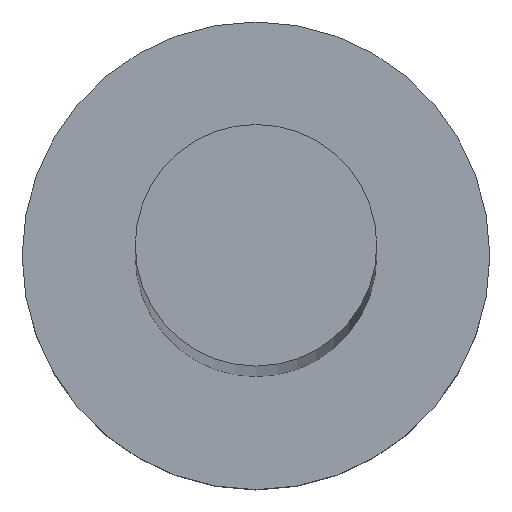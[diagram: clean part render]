
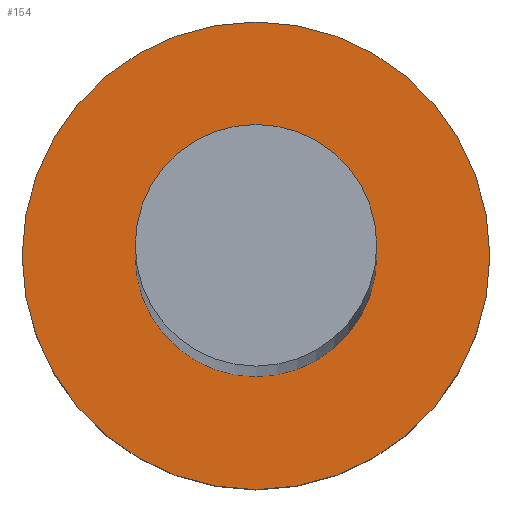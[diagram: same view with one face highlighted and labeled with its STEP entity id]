
A CAD part, top view. The second image highlights one B-rep face of the part: STEP entity #154.
In plain terms, the highlighted planar face has unit normal (0, 0, 1).
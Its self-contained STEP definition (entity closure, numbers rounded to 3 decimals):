
#11 = EDGE_CURVE ( 'NONE', #204, #151, #104, .T. ) ;
#15 = CARTESIAN_POINT ( 'NONE',  ( 0., 0., 5. ) ) ;
#16 = DIRECTION ( 'NONE',  ( 1., 0., 0. ) ) ;
#18 = EDGE_LOOP ( 'NONE', ( #210, #234 ) ) ;
#19 = AXIS2_PLACEMENT_3D ( 'NONE', #232, #124, #28 ) ;
#24 = DIRECTION ( 'NONE',  ( 0., 0., 1. ) ) ;
#28 = DIRECTION ( 'NONE',  ( 1., 0., 0. ) ) ;
#50 = EDGE_CURVE ( 'NONE', #201, #139, #158, .T. ) ;
#67 = AXIS2_PLACEMENT_3D ( 'NONE', #15, #110, #195 ) ;
#71 = AXIS2_PLACEMENT_3D ( 'NONE', #170, #173, #92 ) ;
#75 = CARTESIAN_POINT ( 'NONE',  ( 6., 0., 5. ) ) ;
#80 = CARTESIAN_POINT ( 'NONE',  ( -6., 0., 5. ) ) ;
#89 = CIRCLE ( 'NONE', #71, 3.1 ) ;
#92 = DIRECTION ( 'NONE',  ( 1., 0., 0. ) ) ;
#94 = AXIS2_PLACEMENT_3D ( 'NONE', #225, #102, #16 ) ;
#102 = DIRECTION ( 'NONE',  ( 0., 0., 1. ) ) ;
#103 = DIRECTION ( 'NONE',  ( 1., 0., 0. ) ) ;
#104 = CIRCLE ( 'NONE', #19, 6. ) ;
#110 = DIRECTION ( 'NONE',  ( 0., 0., 1. ) ) ;
#111 = CARTESIAN_POINT ( 'NONE',  ( -3.1, 0., 5. ) ) ;
#114 = EDGE_LOOP ( 'NONE', ( #192, #196 ) ) ;
#124 = DIRECTION ( 'NONE',  ( 0., 0., 1. ) ) ;
#136 = CIRCLE ( 'NONE', #94, 6. ) ;
#139 = VERTEX_POINT ( 'NONE', #255 ) ;
#148 = FACE_BOUND ( 'NONE', #18, .T. ) ;
#151 = VERTEX_POINT ( 'NONE', #75 ) ;
#154 = ADVANCED_FACE ( 'NONE', ( #148, #171 ), #237, .T. ) ;
#158 = CIRCLE ( 'NONE', #200, 3.1 ) ;
#162 = EDGE_CURVE ( 'NONE', #139, #201, #89, .T. ) ;
#165 = CARTESIAN_POINT ( 'NONE',  ( 0., 0., 5. ) ) ;
#170 = CARTESIAN_POINT ( 'NONE',  ( 0., 0., 5. ) ) ;
#171 = FACE_OUTER_BOUND ( 'NONE', #114, .T. ) ;
#173 = DIRECTION ( 'NONE',  ( 0., 0., 1. ) ) ;
#192 = ORIENTED_EDGE ( 'NONE', *, *, #11, .T. ) ;
#195 = DIRECTION ( 'NONE',  ( 1., 0., 0. ) ) ;
#196 = ORIENTED_EDGE ( 'NONE', *, *, #228, .T. ) ;
#200 = AXIS2_PLACEMENT_3D ( 'NONE', #165, #24, #103 ) ;
#201 = VERTEX_POINT ( 'NONE', #111 ) ;
#204 = VERTEX_POINT ( 'NONE', #80 ) ;
#210 = ORIENTED_EDGE ( 'NONE', *, *, #50, .F. ) ;
#225 = CARTESIAN_POINT ( 'NONE',  ( 0., 0., 5. ) ) ;
#228 = EDGE_CURVE ( 'NONE', #151, #204, #136, .T. ) ;
#232 = CARTESIAN_POINT ( 'NONE',  ( 0., 0., 5. ) ) ;
#234 = ORIENTED_EDGE ( 'NONE', *, *, #162, .F. ) ;
#237 = PLANE ( 'NONE',  #67 ) ;
#255 = CARTESIAN_POINT ( 'NONE',  ( 3.1, 0., 5. ) ) ;
